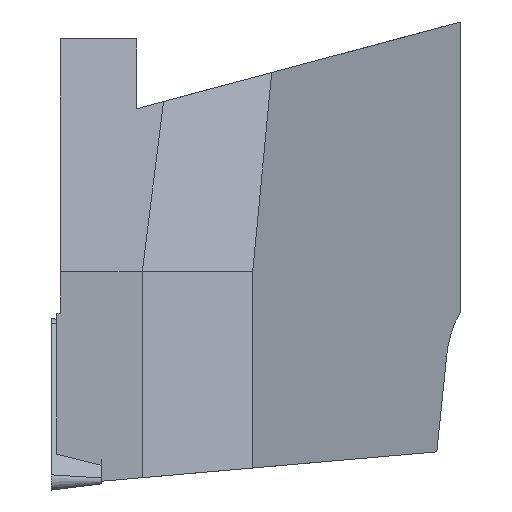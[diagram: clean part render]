
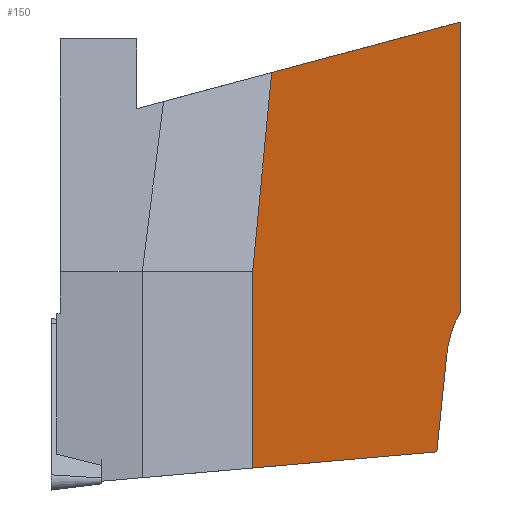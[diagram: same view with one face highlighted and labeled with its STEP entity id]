
A CAD part, left-side view. The second image highlights one B-rep face of the part: STEP entity #150.
In plain terms, the highlighted planar face has unit normal (-0.5, -0.866, 0).
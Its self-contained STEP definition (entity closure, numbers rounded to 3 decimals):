
#133=ELLIPSE('',#907,6.928,6.);
#150=ADVANCED_FACE('',(#222),#192,.F.);
#192=PLANE('',#914);
#222=FACE_OUTER_BOUND('',#254,.T.);
#254=EDGE_LOOP('',(#391,#392,#393,#394,#395,#396,#397));
#391=ORIENTED_EDGE('',*,*,#636,.F.);
#392=ORIENTED_EDGE('',*,*,#635,.F.);
#393=ORIENTED_EDGE('',*,*,#598,.F.);
#394=ORIENTED_EDGE('',*,*,#623,.F.);
#395=ORIENTED_EDGE('',*,*,#622,.T.);
#396=ORIENTED_EDGE('',*,*,#637,.F.);
#397=ORIENTED_EDGE('',*,*,#625,.F.);
#529=VERTEX_POINT('',#1239);
#530=VERTEX_POINT('',#1241);
#542=VERTEX_POINT('',#1281);
#544=VERTEX_POINT('',#1285);
#545=VERTEX_POINT('',#1291);
#547=VERTEX_POINT('',#1294);
#553=VERTEX_POINT('',#1311);
#598=EDGE_CURVE('',#529,#530,#696,.T.);
#622=EDGE_CURVE('',#542,#544,#133,.T.);
#623=EDGE_CURVE('',#542,#529,#718,.T.);
#625=EDGE_CURVE('',#545,#547,#720,.T.);
#635=EDGE_CURVE('',#530,#553,#729,.T.);
#636=EDGE_CURVE('',#553,#545,#730,.T.);
#637=EDGE_CURVE('',#547,#544,#731,.T.);
#696=LINE('',#1240,#770);
#718=LINE('',#1288,#792);
#720=LINE('',#1293,#794);
#729=LINE('',#1312,#803);
#730=LINE('',#1314,#804);
#731=LINE('',#1315,#805);
#770=VECTOR('',#996,1.);
#792=VECTOR('',#1040,1.);
#794=VECTOR('',#1044,1.);
#803=VECTOR('',#1059,1.);
#804=VECTOR('',#1062,1.);
#805=VECTOR('',#1063,1.);
#907=AXIS2_PLACEMENT_3D('',#1286,#1036,#1037);
#914=AXIS2_PLACEMENT_3D('',#1316,#1064,#1065);
#996=DIRECTION('',(-0.865,0.5,-0.044));
#1036=DIRECTION('',(0.5,0.866,0.));
#1037=DIRECTION('',(0.866,-0.5,0.));
#1040=DIRECTION('',(-0.173,0.1,-0.98));
#1044=DIRECTION('',(0.858,-0.496,0.133));
#1059=DIRECTION('',(0.,0.,1.));
#1062=DIRECTION('',(0.162,-0.094,0.982));
#1063=DIRECTION('',(0.,0.,-1.));
#1064=DIRECTION('',(0.5,0.866,0.));
#1065=DIRECTION('',(-0.866,0.5,0.));
#1239=CARTESIAN_POINT('',(-11.637,-29.631,-26.999));
#1240=CARTESIAN_POINT('',(-43.184,-11.417,-28.593));
#1241=CARTESIAN_POINT('',(-36.737,-15.139,-28.267));
#1281=CARTESIAN_POINT('',(-10.309,-30.398,-19.468));
#1285=CARTESIAN_POINT('',(-8.4,-31.5,-16.038));
#1286=CARTESIAN_POINT('',(-4.4,-33.809,-20.51));
#1288=CARTESIAN_POINT('',(-11.695,-29.598,-27.327));
#1291=CARTESIAN_POINT('',(-34.149,-16.634,2.849));
#1293=CARTESIAN_POINT('',(-75.889,7.465,-3.608));
#1294=CARTESIAN_POINT('',(-8.4,-31.5,6.833));
#1311=CARTESIAN_POINT('',(-36.737,-15.139,-12.797));
#1312=CARTESIAN_POINT('',(-36.737,-15.139,-34.565));
#1314=CARTESIAN_POINT('',(-31.814,-17.982,16.962));
#1315=CARTESIAN_POINT('',(-8.4,-31.5,-29.6));
#1316=CARTESIAN_POINT('',(-8.4,-31.5,11.798));
